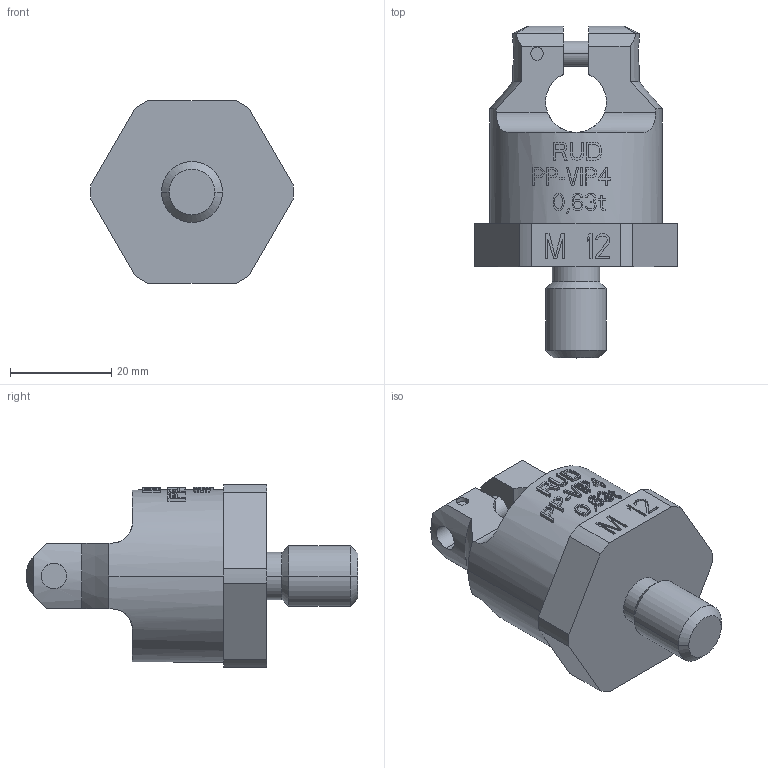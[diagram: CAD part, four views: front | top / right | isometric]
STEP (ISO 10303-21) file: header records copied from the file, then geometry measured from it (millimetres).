
FILE_DESCRIPTION((''),'2;1');
FILE_NAME('001-M31440-P01_ASM','2004-11-09T',('Rehwagen'),(''),'PRO/ENGINEER BY PARAMETRIC TECHNOLOGY CORPORATION, 2001400','PRO/ENGINEER BY PARAMETRIC TECHNOLOGY CORPORATION, 2001400','');
FILE_SCHEMA(('CONFIG_CONTROL_DESIGN'));
Length unit declared in the file: millimetre
Products named in the file (3): 001-M31440-005; 001-M31440-001; 001-M31440-P01_ASM
Assembly tree (2 placements, depth 2):
  001-M31440-P01_ASM
    001-M31440-005
    001-M31440-001
Bounding box: 39.99 x 65.5 x 36 mm (x, y, z)
Volume: 32674.6 mm3; surface area: 9646.9 mm2
Topology: 2 solids, 2 shells, 502 faces, 1393 edges, 926 vertices
Faces by surface type: plane 440, cylinder 54, cone 8
Entity records: 16112 total; most frequent: CARTESIAN_POINT 3976, ORIENTED_EDGE 2786, DIRECTION 2085, EDGE_CURVE 1393, VERTEX_POINT 926, VECTOR 703, LINE 703, AXIS2_PLACEMENT_3D 691
